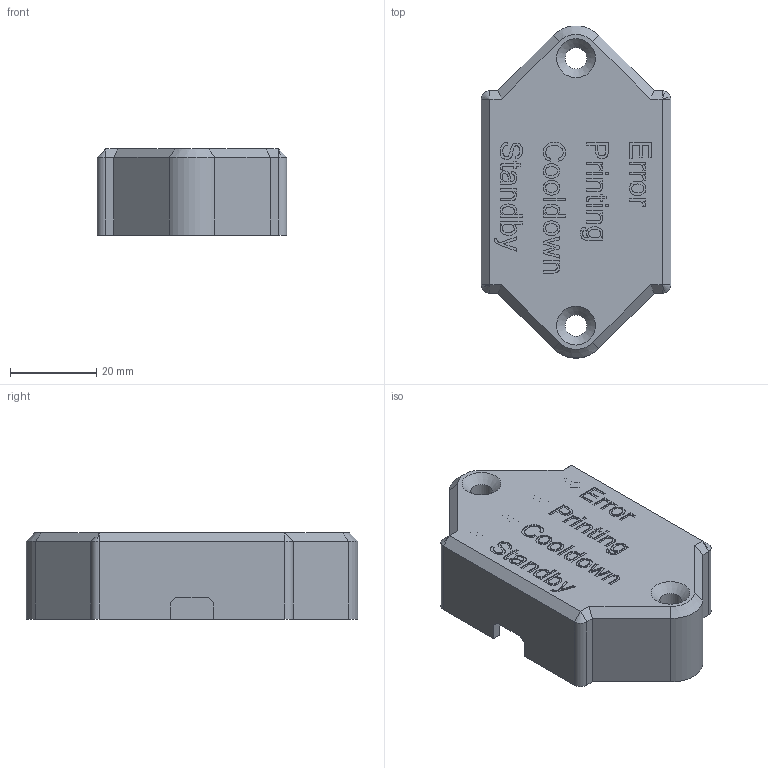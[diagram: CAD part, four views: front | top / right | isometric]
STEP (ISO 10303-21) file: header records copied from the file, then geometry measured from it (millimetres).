
FILE_DESCRIPTION(/* description */ (''),/* implementation_level */ '2;1');
FILE_NAME(/* name */ 'mode_indicator v1.step',/* time_stamp */ '2024-10-18T22:39:37-06:00',/* author */ (''),/* organization */ (''),/* preprocessor_version */ 'ST-DEVELOPER v20',/* originating_system */ 'Autodesk Translation Framework v13.20.0.188',/* authorisation */ '');
FILE_SCHEMA (('AUTOMOTIVE_DESIGN { 1 0 10303 214 3 1 1 }'));
Length unit declared in the file: millimetre
Products named in the file (1): mode_indicator
Bounding box: 44 x 76.94 x 20 mm (x, y, z)
Volume: 32804.8 mm3; surface area: 11944.1 mm2
Topology: 1 solids, 1 shells, 555 faces, 1497 edges, 984 vertices
Faces by surface type: plane 295, bspline 240, cylinder 12, cone 8
Full cylindrical faces by diameter (mm): 5 x6
Entity records: 20772 total; most frequent: CARTESIAN_POINT 8449, ORIENTED_EDGE 2986, DIRECTION 1685, EDGE_CURVE 1493, VERTEX_POINT 984, LINE 973, VECTOR 973, EDGE_LOOP 603
